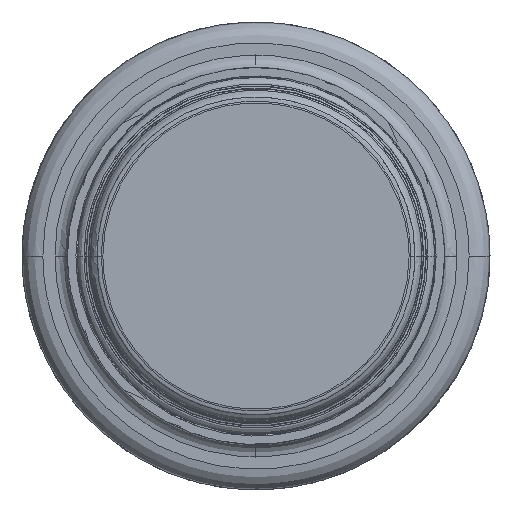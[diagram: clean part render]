
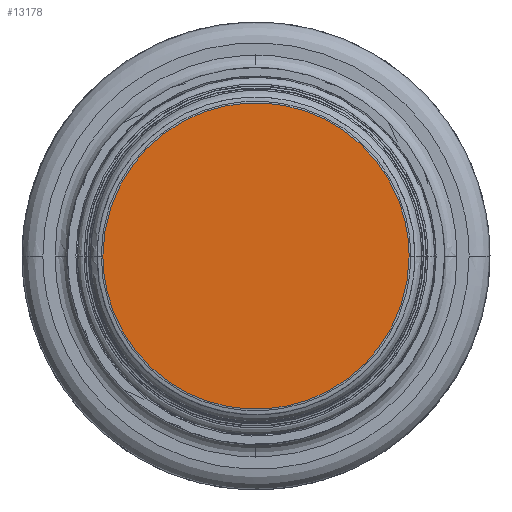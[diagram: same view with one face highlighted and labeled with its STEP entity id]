
A CAD part, left-side view. The second image highlights one B-rep face of the part: STEP entity #13178.
In plain terms, the highlighted free-form (B-spline) face has degree [1, 1] with [2, 2] control points.
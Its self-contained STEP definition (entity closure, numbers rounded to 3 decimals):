
#13010=CARTESIAN_POINT('V79',(18.325,0.8,
   -0.003));
#13011=VERTEX_POINT('V79',#13010);
#13012=CARTESIAN_POINT('V80',(-18.325,0.8,
   0.003));
#13013=VERTEX_POINT('V80',#13012);
#13014=CARTESIAN_POINT('E66',(18.325,0.8,
   0.));
#13015=CARTESIAN_POINT('E66',(18.325,0.8,
   18.322));
#13016=CARTESIAN_POINT('E66',(0.003,0.8,
   18.325));
#13017=CARTESIAN_POINT('E66',(-18.318,0.8,
   18.328));
#13018=CARTESIAN_POINT('E66',(-18.325,0.8,
   0.007));
#13026=(BOUNDED_CURVE()B_SPLINE_CURVE(2,(#13014,#13015,#13016,
   #13017,#13018),.CIRCULAR_ARC.,.F.,.U.)B_SPLINE_CURVE_WITH_KNOTS(
   (3,2,3),(0.0,0.5,1.0),.UNSPECIFIED.)CURVE()
   GEOMETRIC_REPRESENTATION_ITEM()RATIONAL_B_SPLINE_CURVE((1.0,
   0.707,1.0,0.707,1.0))REPRESENTATION_ITEM(
   'E66'));
#13027=EDGE_CURVE('E66',#13011,#13013,#13026,.T.);
#13148=CARTESIAN_POINT('E69',(-18.325,0.8,
   0.));
#13149=CARTESIAN_POINT('E69',(-18.325,0.8,
   -18.322));
#13150=CARTESIAN_POINT('E69',(-0.003,0.8,
   -18.325));
#13151=CARTESIAN_POINT('E69',(18.318,0.8,
   -18.328));
#13152=CARTESIAN_POINT('E69',(18.325,0.8,
   -0.007));
#13160=(BOUNDED_CURVE()B_SPLINE_CURVE(2,(#13148,#13149,#13150,
   #13151,#13152),.CIRCULAR_ARC.,.F.,.U.)B_SPLINE_CURVE_WITH_KNOTS(
   (3,2,3),(0.0,0.5,1.0),.UNSPECIFIED.)CURVE()
   GEOMETRIC_REPRESENTATION_ITEM()RATIONAL_B_SPLINE_CURVE((1.0,
   0.707,1.0,0.707,1.0))REPRESENTATION_ITEM(
   'E69'));
#13161=EDGE_CURVE('E69',#13013,#13011,#13160,.T.);
#13169=CARTESIAN_POINT('F25',(-20.157,0.8,
   20.157));
#13170=CARTESIAN_POINT('F25',(20.157,0.8,
   20.157));
#13171=CARTESIAN_POINT('F25',(-20.157,0.8,
   -20.157));
#13172=CARTESIAN_POINT('F25',(20.157,0.8,
   -20.157));
#13173=QUASI_UNIFORM_SURFACE('F25',1,1,((#13169,#13171),(#13170,
   #13172)),.PLANE_SURF.,.F.,.F.,.U.);
#13174=ORIENTED_EDGE('E69',*,*,#13161,.F.);
#13175=ORIENTED_EDGE('E66',*,*,#13027,.F.);
#13176=EDGE_LOOP('F25',(#13174,#13175));
#13177=FACE_OUTER_BOUND('F25',#13176,.T.);
#13178=ADVANCED_FACE('F25',(#13177),#13173,.T.);
